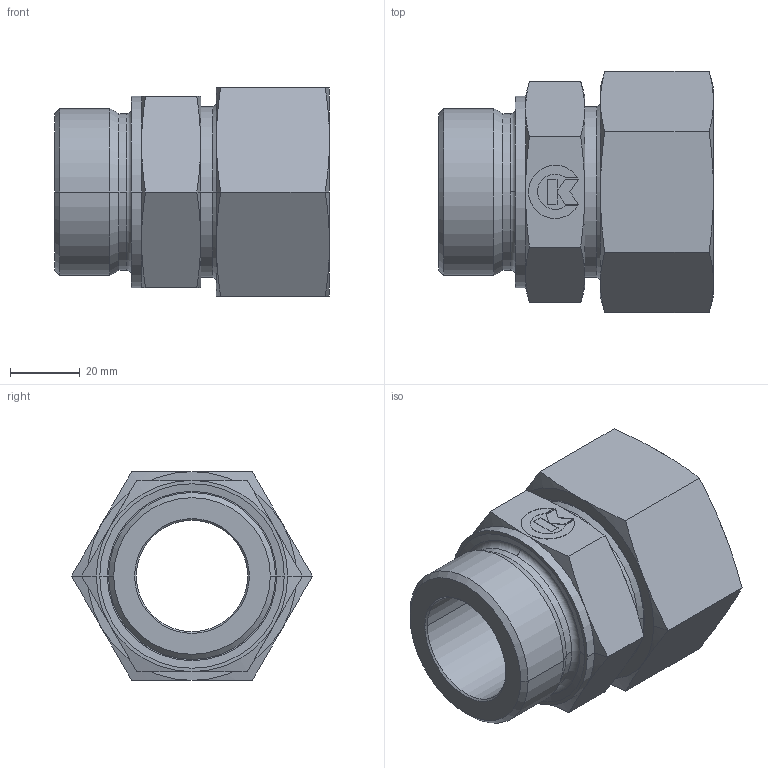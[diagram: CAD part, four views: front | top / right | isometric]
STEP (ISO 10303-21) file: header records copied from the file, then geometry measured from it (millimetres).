
FILE_DESCRIPTION( ( '' ), '1' );
FILE_NAME( '068384852.stp', '2012-07-30T09:55:01', ( '' ), ( '' ), ' ', ' ', ' ' );
FILE_SCHEMA( ( 'CONFIG_CONTROL_DESIGN' ) );
Length unit declared in the file: millimetre
Products named in the file (3): 1; 2; 3
Bounding box: 79 x 69.28 x 60 mm (x, y, z)
Volume: 125235.6 mm3; surface area: 39292.2 mm2
Topology: 3 solids, 3 shells, 139 faces, 317 edges, 191 vertices
Faces by surface type: cone 56, plane 51, cylinder 30, torus 2
Entity records: 3956 total; most frequent: CARTESIAN_POINT 746, DIRECTION 670, ORIENTED_EDGE 634, EDGE_CURVE 317, AXIS2_PLACEMENT_3D 259, VERTEX_POINT 191, EDGE_LOOP 152, LINE 152
